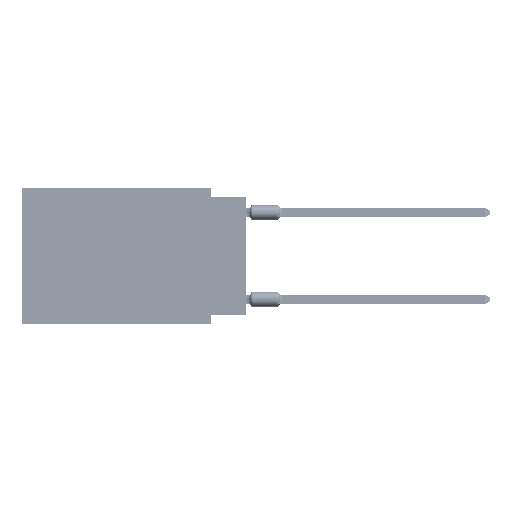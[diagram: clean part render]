
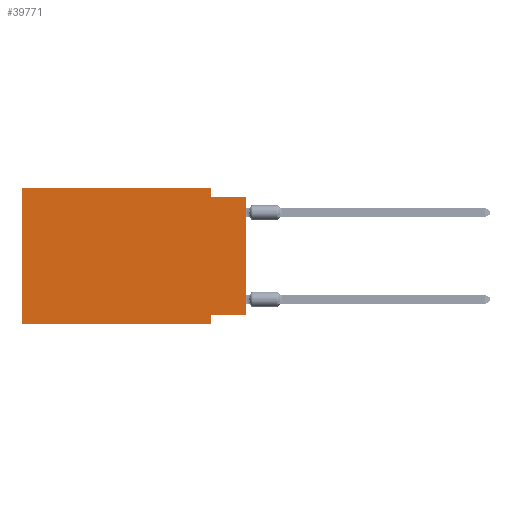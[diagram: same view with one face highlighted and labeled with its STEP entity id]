
A CAD part, left-side view. The second image highlights one B-rep face of the part: STEP entity #39771.
In plain terms, the highlighted planar face has unit normal (-1, 0, 0).
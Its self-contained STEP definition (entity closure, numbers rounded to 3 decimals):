
#666 = VERTEX_POINT ( 'NONE', #72553 ) ;
#886 = PLANE ( 'NONE',  #46122 ) ;
#1605 = ORIENTED_EDGE ( 'NONE', *, *, #9601, .T. ) ;
#2421 = VECTOR ( 'NONE', #18423, 1000. ) ;
#3282 = EDGE_CURVE ( 'NONE', #34180, #73523, #13933, .T. ) ;
#3549 = CARTESIAN_POINT ( 'NONE',  ( 0., 0., -0.635 ) ) ;
#8054 = LINE ( 'NONE', #62690, #65769 ) ;
#9003 = CARTESIAN_POINT ( 'NONE',  ( 0., 2.54, -0.635 ) ) ;
#9601 = EDGE_CURVE ( 'NONE', #29490, #50126, #47526, .T. ) ;
#9936 = CARTESIAN_POINT ( 'NONE',  ( 0., 2.54, -9.906 ) ) ;
#11235 = DIRECTION ( 'NONE',  ( 0., -1., 0. ) ) ;
#12868 = DIRECTION ( 'NONE',  ( 1., 0., 0. ) ) ;
#13308 = LINE ( 'NONE', #14087, #63795 ) ;
#13933 = LINE ( 'NONE', #19545, #62589 ) ;
#14087 = CARTESIAN_POINT ( 'NONE',  ( 0., 0., -9.271 ) ) ;
#18423 = DIRECTION ( 'NONE',  ( 0., 0., 1. ) ) ;
#19251 = DIRECTION ( 'NONE',  ( 0., 0., -1. ) ) ;
#19545 = CARTESIAN_POINT ( 'NONE',  ( 0., 0., -0.635 ) ) ;
#20806 = CARTESIAN_POINT ( 'NONE',  ( 0., 0., -9.271 ) ) ;
#21492 = ORIENTED_EDGE ( 'NONE', *, *, #47250, .F. ) ;
#22906 = VERTEX_POINT ( 'NONE', #23036 ) ;
#23036 = CARTESIAN_POINT ( 'NONE',  ( 0., 2.54, 0. ) ) ;
#23607 = CARTESIAN_POINT ( 'NONE',  ( 0., 16.383, -9.906 ) ) ;
#25178 = LINE ( 'NONE', #30781, #2421 ) ;
#27697 = EDGE_CURVE ( 'NONE', #29490, #68916, #57965, .T. ) ;
#29255 = EDGE_CURVE ( 'NONE', #22906, #34180, #8054, .T. ) ;
#29490 = VERTEX_POINT ( 'NONE', #57498 ) ;
#30781 = CARTESIAN_POINT ( 'NONE',  ( 0., 0., 0. ) ) ;
#31492 = ORIENTED_EDGE ( 'NONE', *, *, #74708, .F. ) ;
#32363 = CARTESIAN_POINT ( 'NONE',  ( 0., 16.383, 0. ) ) ;
#34180 = VERTEX_POINT ( 'NONE', #9003 ) ;
#35521 = ORIENTED_EDGE ( 'NONE', *, *, #36561, .F. ) ;
#36561 = EDGE_CURVE ( 'NONE', #51791, #666, #13308, .T. ) ;
#38355 = DIRECTION ( 'NONE',  ( 0., 0., -1. ) ) ;
#38417 = DIRECTION ( 'NONE',  ( 0., 1., 0. ) ) ;
#39771 = ADVANCED_FACE ( 'NONE', ( #74273 ), #886, .F. ) ;
#44829 = VECTOR ( 'NONE', #56100, 1000. ) ;
#45054 = DIRECTION ( 'NONE',  ( 0., 0., -1. ) ) ;
#45509 = EDGE_LOOP ( 'NONE', ( #53105, #62588, #58699, #21492, #66030, #1605, #31492, #35521 ) ) ;
#45580 = DIRECTION ( 'NONE',  ( 0., 0., 1. ) ) ;
#46122 = AXIS2_PLACEMENT_3D ( 'NONE', #56692, #12868, #38355 ) ;
#46374 = CARTESIAN_POINT ( 'NONE',  ( 0., 16.383, 0. ) ) ;
#47250 = EDGE_CURVE ( 'NONE', #68916, #22906, #74081, .T. ) ;
#47526 = LINE ( 'NONE', #23607, #67045 ) ;
#50126 = VERTEX_POINT ( 'NONE', #57234 ) ;
#51542 = VECTOR ( 'NONE', #45580, 1000. ) ;
#51791 = VERTEX_POINT ( 'NONE', #20806 ) ;
#53105 = ORIENTED_EDGE ( 'NONE', *, *, #61973, .T. ) ;
#56100 = DIRECTION ( 'NONE',  ( 0., -1., 0. ) ) ;
#56692 = CARTESIAN_POINT ( 'NONE',  ( 0., 16.383, 0. ) ) ;
#57234 = CARTESIAN_POINT ( 'NONE',  ( 0., 2.54, -9.906 ) ) ;
#57498 = CARTESIAN_POINT ( 'NONE',  ( 0., 16.383, -9.906 ) ) ;
#57965 = LINE ( 'NONE', #46374, #51542 ) ;
#58699 = ORIENTED_EDGE ( 'NONE', *, *, #29255, .F. ) ;
#60652 = DIRECTION ( 'NONE',  ( 0., -1., 0. ) ) ;
#61973 = EDGE_CURVE ( 'NONE', #51791, #73523, #25178, .T. ) ;
#62588 = ORIENTED_EDGE ( 'NONE', *, *, #3282, .F. ) ;
#62589 = VECTOR ( 'NONE', #60652, 1000. ) ;
#62690 = CARTESIAN_POINT ( 'NONE',  ( 0., 2.54, 0. ) ) ;
#63795 = VECTOR ( 'NONE', #38417, 1000. ) ;
#64583 = LINE ( 'NONE', #9936, #66107 ) ;
#65769 = VECTOR ( 'NONE', #19251, 1000. ) ;
#66030 = ORIENTED_EDGE ( 'NONE', *, *, #27697, .F. ) ;
#66107 = VECTOR ( 'NONE', #45054, 1000. ) ;
#67045 = VECTOR ( 'NONE', #11235, 1000. ) ;
#67700 = CARTESIAN_POINT ( 'NONE',  ( 0., 16.383, 0. ) ) ;
#68916 = VERTEX_POINT ( 'NONE', #32363 ) ;
#72553 = CARTESIAN_POINT ( 'NONE',  ( 0., 2.54, -9.271 ) ) ;
#73523 = VERTEX_POINT ( 'NONE', #3549 ) ;
#74081 = LINE ( 'NONE', #67700, #44829 ) ;
#74273 = FACE_OUTER_BOUND ( 'NONE', #45509, .T. ) ;
#74708 = EDGE_CURVE ( 'NONE', #666, #50126, #64583, .T. ) ;
